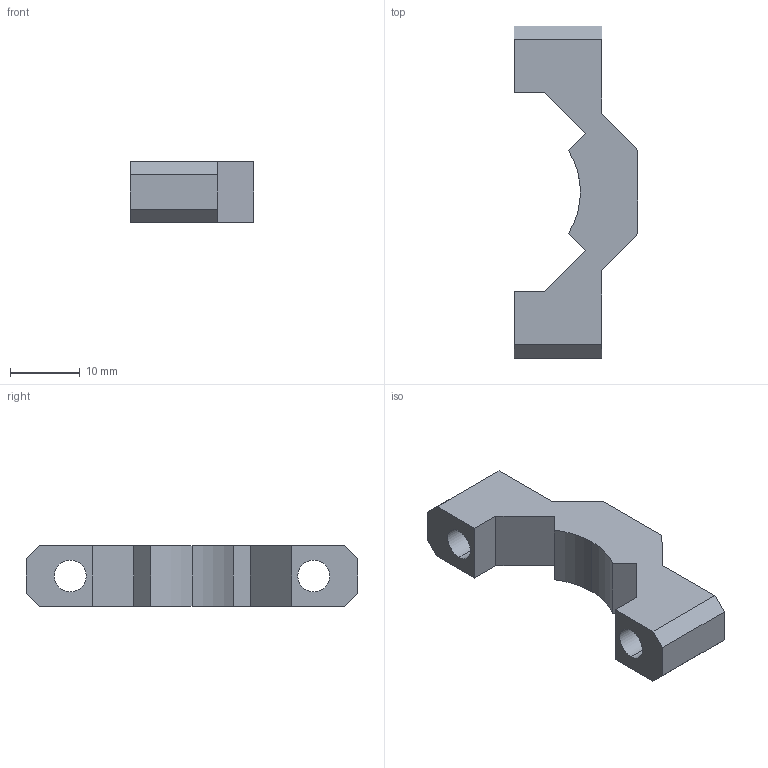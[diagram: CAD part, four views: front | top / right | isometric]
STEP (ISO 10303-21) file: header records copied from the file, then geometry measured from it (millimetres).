
FILE_DESCRIPTION (( 'STEP AP214' ), '1' );
FILE_NAME ('Double Bolt - Pipe Top Clamp.STEP', '2021-04-13T21:41:27', ( '' ), ( '' ), 'SwSTEP 2.0', 'SolidWorks 2020', '' );
FILE_SCHEMA (( 'AUTOMOTIVE_DESIGN' ));
Length unit declared in the file: inch
Products named in the file (1): Double Bolt - Pipe Top Clamp
Bounding box: 17.78 x 47.62 x 8.73 mm (x, y, z)
Volume: 3225.3 mm3; surface area: 2430.2 mm2
Topology: 1 solids, 1 shells, 33 faces, 87 edges, 58 vertices
Faces by surface type: plane 23, cylinder 10
Entity records: 1069 total; most frequent: CARTESIAN_POINT 179, DIRECTION 175, ORIENTED_EDGE 174, EDGE_CURVE 87, VECTOR 67, LINE 67, VERTEX_POINT 58, AXIS2_PLACEMENT_3D 54
